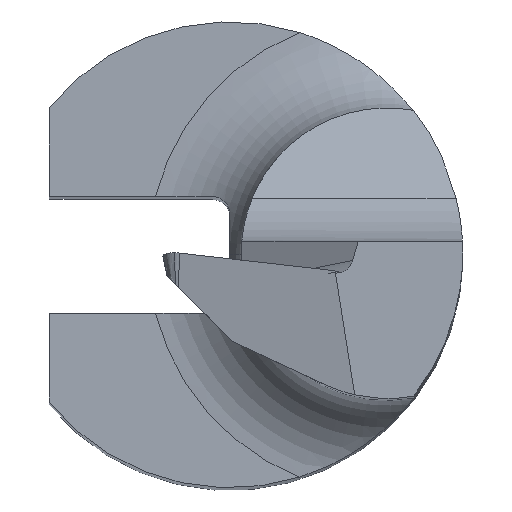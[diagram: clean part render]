
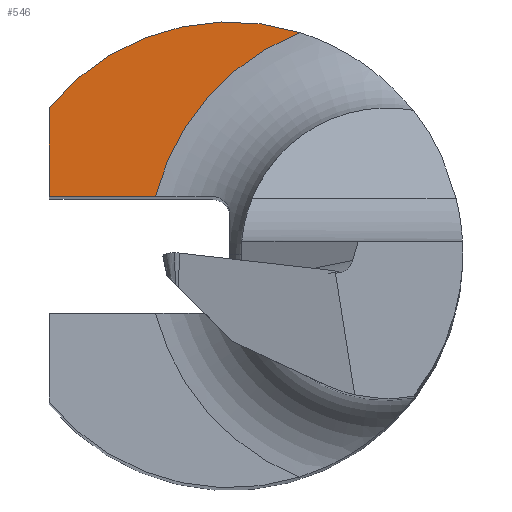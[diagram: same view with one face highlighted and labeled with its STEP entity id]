
A CAD part, top view. The second image highlights one B-rep face of the part: STEP entity #546.
In plain terms, the highlighted planar face has unit normal (0, 0, 1).
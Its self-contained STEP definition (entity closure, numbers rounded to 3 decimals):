
#38 = CARTESIAN_POINT ( 'NONE',  ( 0., 0., 14. ) ) ;
#48 = VERTEX_POINT ( 'NONE', #218 ) ;
#122 = DIRECTION ( 'NONE',  ( -1., 0., 0. ) ) ;
#189 = LINE ( 'NONE', #909, #388 ) ;
#202 = EDGE_CURVE ( 'NONE', #760, #48, #1046, .T. ) ;
#218 = CARTESIAN_POINT ( 'NONE',  ( -1.55, 0.5, 14. ) ) ;
#252 = CARTESIAN_POINT ( 'NONE',  ( -1.55, 1.264, 14. ) ) ;
#277 = ORIENTED_EDGE ( 'NONE', *, *, #350, .F. ) ;
#292 = CARTESIAN_POINT ( 'NONE',  ( -0.15, 0.35, 14. ) ) ;
#298 = FACE_OUTER_BOUND ( 'NONE', #1150, .T. ) ;
#300 = DIRECTION ( 'NONE',  ( -1., 0., 0. ) ) ;
#348 = AXIS2_PLACEMENT_3D ( 'NONE', #840, #1050, #122 ) ;
#350 = EDGE_CURVE ( 'NONE', #979, #685, #560, .T. ) ;
#388 = VECTOR ( 'NONE', #1028, 1000. ) ;
#416 = DIRECTION ( 'NONE',  ( 0., 0., 1. ) ) ;
#432 = CIRCLE ( 'NONE', #348, 2.05 ) ;
#525 = ORIENTED_EDGE ( 'NONE', *, *, #915, .F. ) ;
#537 = AXIS2_PLACEMENT_3D ( 'NONE', #292, #416, #1225 ) ;
#546 = ADVANCED_FACE ( 'NONE', ( #298 ), #1142, .T. ) ;
#560 = CIRCLE ( 'NONE', #1124, 2. ) ;
#561 = CARTESIAN_POINT ( 'NONE',  ( -0.638, 0.5, 14. ) ) ;
#585 = VECTOR ( 'NONE', #300, 1000. ) ;
#600 = CARTESIAN_POINT ( 'NONE',  ( 0.6, 1.908, 14. ) ) ;
#633 = ORIENTED_EDGE ( 'NONE', *, *, #202, .F. ) ;
#685 = VERTEX_POINT ( 'NONE', #600 ) ;
#752 = ORIENTED_EDGE ( 'NONE', *, *, #1018, .F. ) ;
#760 = VERTEX_POINT ( 'NONE', #561 ) ;
#768 = DIRECTION ( 'NONE',  ( 0., 0., -1. ) ) ;
#840 = CARTESIAN_POINT ( 'NONE',  ( 1.35, 0., 14. ) ) ;
#909 = CARTESIAN_POINT ( 'NONE',  ( -1.55, 1.264, 14. ) ) ;
#915 = EDGE_CURVE ( 'NONE', #48, #979, #189, .T. ) ;
#979 = VERTEX_POINT ( 'NONE', #252 ) ;
#1018 = EDGE_CURVE ( 'NONE', #685, #760, #432, .T. ) ;
#1028 = DIRECTION ( 'NONE',  ( 0., 1., 0. ) ) ;
#1046 = LINE ( 'NONE', #1233, #585 ) ;
#1050 = DIRECTION ( 'NONE',  ( 0., 0., 1. ) ) ;
#1085 = DIRECTION ( 'NONE',  ( -1., 0., 0. ) ) ;
#1124 = AXIS2_PLACEMENT_3D ( 'NONE', #38, #768, #1085 ) ;
#1142 = PLANE ( 'NONE',  #537 ) ;
#1150 = EDGE_LOOP ( 'NONE', ( #277, #525, #633, #752 ) ) ;
#1225 = DIRECTION ( 'NONE',  ( -1., 0., 0. ) ) ;
#1233 = CARTESIAN_POINT ( 'NONE',  ( -1.55, 0.5, 14. ) ) ;
